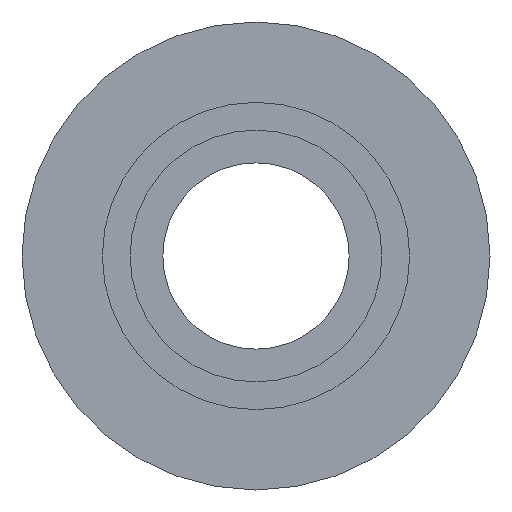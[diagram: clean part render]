
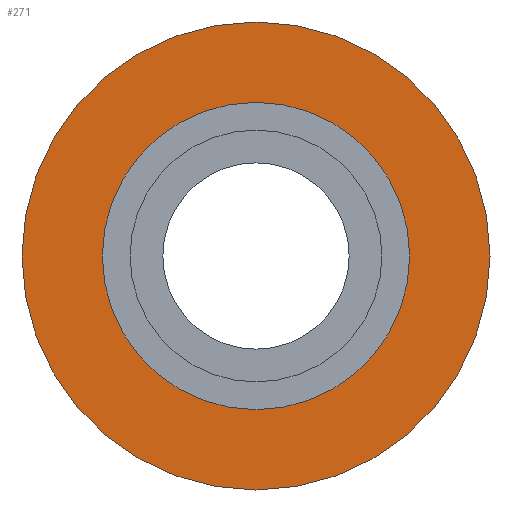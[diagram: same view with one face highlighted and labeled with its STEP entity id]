
A CAD part, left-side view. The second image highlights one B-rep face of the part: STEP entity #271.
In plain terms, the highlighted planar face has unit normal (-1, 0, 0).
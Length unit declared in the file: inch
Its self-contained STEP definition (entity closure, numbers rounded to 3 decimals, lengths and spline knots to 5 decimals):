
#6 = CIRCLE ( 'NONE', #682, 0.785 ) ;
#23 = DIRECTION ( 'NONE',  ( 0., 0., 1. ) ) ;
#33 = CARTESIAN_POINT ( 'NONE',  ( 0., 0., 0. ) ) ;
#44 = CIRCLE ( 'NONE', #292, 0.5155 ) ;
#45 = CARTESIAN_POINT ( 'NONE',  ( 0., 0., -0.785 ) ) ;
#63 = CARTESIAN_POINT ( 'NONE',  ( 0., 0., 0. ) ) ;
#75 = DIRECTION ( 'NONE',  ( 0., 0., 1. ) ) ;
#89 = CARTESIAN_POINT ( 'NONE',  ( 0., 0., -0.5155 ) ) ;
#112 = EDGE_CURVE ( 'NONE', #462, #241, #242, .T. ) ;
#121 = DIRECTION ( 'NONE',  ( -1., 0., 0. ) ) ;
#134 = CARTESIAN_POINT ( 'NONE',  ( 0., 0.5155, 0. ) ) ;
#193 = DIRECTION ( 'NONE',  ( 0., 0., 1. ) ) ;
#203 = DIRECTION ( 'NONE',  ( -1., 0., 0. ) ) ;
#206 = DIRECTION ( 'NONE',  ( -1., 0., 0. ) ) ;
#241 = VERTEX_POINT ( 'NONE', #89 ) ;
#242 = CIRCLE ( 'NONE', #628, 0.5155 ) ;
#266 = CARTESIAN_POINT ( 'NONE',  ( 0., 0., 0. ) ) ;
#271 = ADVANCED_FACE ( 'NONE', ( #509, #655 ), #336, .F. ) ;
#278 = ORIENTED_EDGE ( 'NONE', *, *, #433, .T. ) ;
#282 = DIRECTION ( 'NONE',  ( -1., 0., 0. ) ) ;
#292 = AXIS2_PLACEMENT_3D ( 'NONE', #266, #203, #367 ) ;
#334 = ORIENTED_EDGE ( 'NONE', *, *, #348, .F. ) ;
#336 = PLANE ( 'NONE',  #341 ) ;
#341 = AXIS2_PLACEMENT_3D ( 'NONE', #134, #398, #353 ) ;
#348 = EDGE_CURVE ( 'NONE', #241, #462, #44, .T. ) ;
#353 = DIRECTION ( 'NONE',  ( 0., 0., -1. ) ) ;
#367 = DIRECTION ( 'NONE',  ( 0., 0., 1. ) ) ;
#398 = DIRECTION ( 'NONE',  ( 1., 0., 0. ) ) ;
#408 = VERTEX_POINT ( 'NONE', #520 ) ;
#420 = VERTEX_POINT ( 'NONE', #45 ) ;
#433 = EDGE_CURVE ( 'NONE', #408, #420, #543, .T. ) ;
#462 = VERTEX_POINT ( 'NONE', #620 ) ;
#495 = EDGE_LOOP ( 'NONE', ( #608, #334 ) ) ;
#498 = CARTESIAN_POINT ( 'NONE',  ( 0., 0., 0. ) ) ;
#509 = FACE_BOUND ( 'NONE', #495, .T. ) ;
#520 = CARTESIAN_POINT ( 'NONE',  ( 0., 0., 0.785 ) ) ;
#543 = CIRCLE ( 'NONE', #619, 0.785 ) ;
#548 = EDGE_LOOP ( 'NONE', ( #278, #645 ) ) ;
#608 = ORIENTED_EDGE ( 'NONE', *, *, #112, .F. ) ;
#619 = AXIS2_PLACEMENT_3D ( 'NONE', #33, #206, #193 ) ;
#620 = CARTESIAN_POINT ( 'NONE',  ( 0., 0., 0.5155 ) ) ;
#628 = AXIS2_PLACEMENT_3D ( 'NONE', #63, #121, #23 ) ;
#645 = ORIENTED_EDGE ( 'NONE', *, *, #666, .T. ) ;
#655 = FACE_OUTER_BOUND ( 'NONE', #548, .T. ) ;
#666 = EDGE_CURVE ( 'NONE', #420, #408, #6, .T. ) ;
#682 = AXIS2_PLACEMENT_3D ( 'NONE', #498, #282, #75 ) ;
